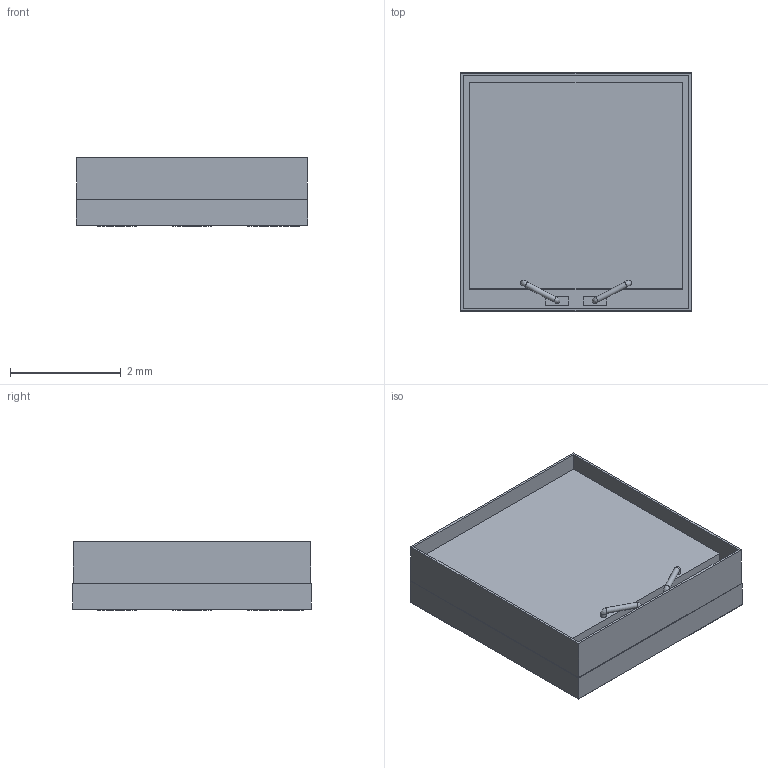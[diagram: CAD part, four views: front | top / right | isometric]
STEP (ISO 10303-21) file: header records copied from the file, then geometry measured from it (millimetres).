
FILE_DESCRIPTION(/* description */ (''),/* implementation_level */ '2;1');
FILE_NAME(/* name */ 'AFBR-S4N44P014M.step',/* time_stamp */ '2024-03-18T13:00:53+02:00',/* author */ (''),/* organization */ (''),/* preprocessor_version */ 'ST-DEVELOPER v20',/* originating_system */ 'Autodesk Translation Framework v12.20.1.177',/* authorisation */ '');
FILE_SCHEMA (('AUTOMOTIVE_DESIGN { 1 0 10303 214 3 1 1 }'));
Length unit declared in the file: millimetre
Products named in the file (1): AFBR-S4N44P014M
Bounding box: 4.18 x 4.31 x 1.24 mm (x, y, z)
Volume: 17 mm3; surface area: 148.6 mm2
Topology: 14 solids, 14 shells, 74 faces, 146 edges, 92 vertices
Faces by surface type: plane 59, cylinder 11, bspline 4
Full cylindrical faces by diameter (mm): 0.1 x6, 0.7 x5
Entity records: 1983 total; most frequent: CARTESIAN_POINT 409, DIRECTION 314, ORIENTED_EDGE 276, EDGE_CURVE 138, AXIS2_PLACEMENT_3D 105, LINE 104, VECTOR 104, VERTEX_POINT 92
